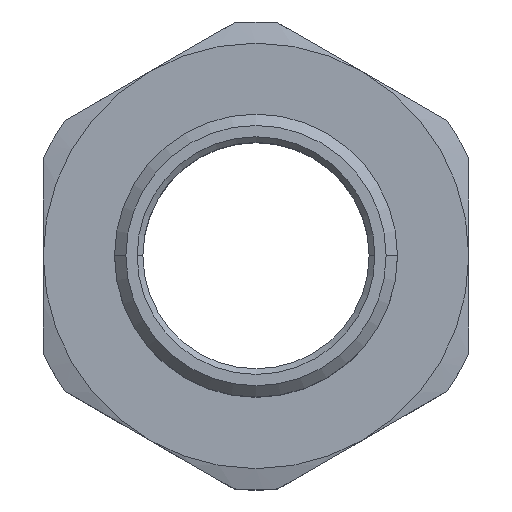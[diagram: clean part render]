
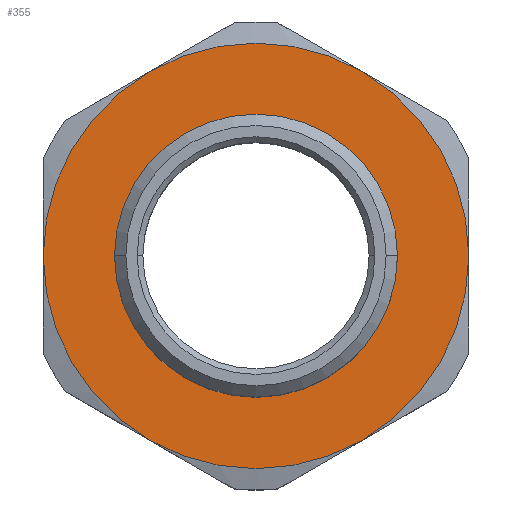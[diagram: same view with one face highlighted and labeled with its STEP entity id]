
A CAD part, top view. The second image highlights one B-rep face of the part: STEP entity #355.
In plain terms, the highlighted planar face has unit normal (0, 0, 1).
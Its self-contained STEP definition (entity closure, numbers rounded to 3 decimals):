
#81 = EDGE_CURVE ( 'NONE', #165, #905, #1498, .T. ) ;
#98 = DIRECTION ( 'NONE',  ( 0., 0., -1. ) ) ;
#138 = CARTESIAN_POINT ( 'NONE',  ( 0., 0., 19.7 ) ) ;
#165 = VERTEX_POINT ( 'NONE', #1052 ) ;
#202 = CIRCLE ( 'NONE', #1177, 18.8 ) ;
#215 = ORIENTED_EDGE ( 'NONE', *, *, #81, .F. ) ;
#248 = EDGE_LOOP ( 'NONE', ( #735, #421 ) ) ;
#249 = DIRECTION ( 'NONE',  ( -1., 0., 0. ) ) ;
#254 = DIRECTION ( 'NONE',  ( -1., 0., 0. ) ) ;
#304 = CARTESIAN_POINT ( 'NONE',  ( 0., 0., 19.7 ) ) ;
#321 = EDGE_CURVE ( 'NONE', #513, #700, #383, .T. ) ;
#330 = CIRCLE ( 'NONE', #508, 12.5 ) ;
#341 = FACE_BOUND ( 'NONE', #248, .T. ) ;
#355 = ADVANCED_FACE ( 'NONE', ( #341, #1213 ), #794, .F. ) ;
#358 = CIRCLE ( 'NONE', #560, 18.8 ) ;
#373 = DIRECTION ( 'NONE',  ( 0., 0., -1. ) ) ;
#376 = ORIENTED_EDGE ( 'NONE', *, *, #867, .T. ) ;
#382 = CARTESIAN_POINT ( 'NONE',  ( 9.4, -16.281, 19.7 ) ) ;
#383 = CIRCLE ( 'NONE', #1336, 12.5 ) ;
#394 = EDGE_CURVE ( 'NONE', #1469, #625, #758, .T. ) ;
#396 = CARTESIAN_POINT ( 'NONE',  ( 18.8, 0., 19.7 ) ) ;
#421 = ORIENTED_EDGE ( 'NONE', *, *, #1131, .T. ) ;
#422 = DIRECTION ( 'NONE',  ( 0., 0., -1. ) ) ;
#430 = DIRECTION ( 'NONE',  ( -1., 0., 0. ) ) ;
#442 = AXIS2_PLACEMENT_3D ( 'NONE', #1385, #1269, #920 ) ;
#459 = CARTESIAN_POINT ( 'NONE',  ( 0., 0., 19.7 ) ) ;
#465 = AXIS2_PLACEMENT_3D ( 'NONE', #552, #1376, #667 ) ;
#508 = AXIS2_PLACEMENT_3D ( 'NONE', #804, #98, #929 ) ;
#513 = VERTEX_POINT ( 'NONE', #955 ) ;
#515 = DIRECTION ( 'NONE',  ( 0., 0., 1. ) ) ;
#552 = CARTESIAN_POINT ( 'NONE',  ( 0., 0., 19.7 ) ) ;
#557 = EDGE_CURVE ( 'NONE', #165, #801, #613, .T. ) ;
#560 = AXIS2_PLACEMENT_3D ( 'NONE', #1222, #515, #1337 ) ;
#575 = DIRECTION ( 'NONE',  ( -1., 0., 0. ) ) ;
#599 = AXIS2_PLACEMENT_3D ( 'NONE', #459, #1281, #575 ) ;
#607 = ORIENTED_EDGE ( 'NONE', *, *, #989, .T. ) ;
#613 = CIRCLE ( 'NONE', #1229, 18.8 ) ;
#625 = VERTEX_POINT ( 'NONE', #853 ) ;
#632 = CARTESIAN_POINT ( 'NONE',  ( 0., -12.5, 19.7 ) ) ;
#667 = DIRECTION ( 'NONE',  ( -1., 0., 0. ) ) ;
#700 = VERTEX_POINT ( 'NONE', #632 ) ;
#735 = ORIENTED_EDGE ( 'NONE', *, *, #321, .T. ) ;
#758 = CIRCLE ( 'NONE', #599, 18.8 ) ;
#791 = CARTESIAN_POINT ( 'NONE',  ( -9.4, 16.281, 19.7 ) ) ;
#794 = PLANE ( 'NONE',  #442 ) ;
#801 = VERTEX_POINT ( 'NONE', #1021 ) ;
#804 = CARTESIAN_POINT ( 'NONE',  ( 0., 0., 19.7 ) ) ;
#849 = ORIENTED_EDGE ( 'NONE', *, *, #394, .T. ) ;
#853 = CARTESIAN_POINT ( 'NONE',  ( 9.4, 16.281, 19.7 ) ) ;
#863 = CIRCLE ( 'NONE', #465, 18.8 ) ;
#867 = EDGE_CURVE ( 'NONE', #625, #905, #863, .T. ) ;
#891 = CARTESIAN_POINT ( 'NONE',  ( 0., 0., 19.7 ) ) ;
#905 = VERTEX_POINT ( 'NONE', #791 ) ;
#920 = DIRECTION ( 'NONE',  ( -1., 0., 0. ) ) ;
#929 = DIRECTION ( 'NONE',  ( 0., 1., 0. ) ) ;
#955 = CARTESIAN_POINT ( 'NONE',  ( 0., 12.5, 19.7 ) ) ;
#956 = CARTESIAN_POINT ( 'NONE',  ( 0., 0., 19.7 ) ) ;
#972 = DIRECTION ( 'NONE',  ( 0., 0., 1. ) ) ;
#986 = ORIENTED_EDGE ( 'NONE', *, *, #557, .T. ) ;
#989 = EDGE_CURVE ( 'NONE', #801, #1379, #202, .T. ) ;
#1021 = CARTESIAN_POINT ( 'NONE',  ( -9.4, -16.281, 19.7 ) ) ;
#1039 = ORIENTED_EDGE ( 'NONE', *, *, #1442, .T. ) ;
#1052 = CARTESIAN_POINT ( 'NONE',  ( -18.8, 0., 19.7 ) ) ;
#1131 = EDGE_CURVE ( 'NONE', #700, #513, #330, .T. ) ;
#1134 = DIRECTION ( 'NONE',  ( 0., 0., 1. ) ) ;
#1159 = EDGE_LOOP ( 'NONE', ( #215, #986, #607, #1039, #849, #376 ) ) ;
#1177 = AXIS2_PLACEMENT_3D ( 'NONE', #304, #1134, #430 ) ;
#1213 = FACE_OUTER_BOUND ( 'NONE', #1159, .T. ) ;
#1222 = CARTESIAN_POINT ( 'NONE',  ( 0., 0., 19.7 ) ) ;
#1229 = AXIS2_PLACEMENT_3D ( 'NONE', #138, #972, #249 ) ;
#1269 = DIRECTION ( 'NONE',  ( 0., 0., -1. ) ) ;
#1281 = DIRECTION ( 'NONE',  ( 0., 0., 1. ) ) ;
#1336 = AXIS2_PLACEMENT_3D ( 'NONE', #891, #422, #1353 ) ;
#1337 = DIRECTION ( 'NONE',  ( -1., 0., 0. ) ) ;
#1353 = DIRECTION ( 'NONE',  ( 0., 1., 0. ) ) ;
#1376 = DIRECTION ( 'NONE',  ( 0., 0., 1. ) ) ;
#1379 = VERTEX_POINT ( 'NONE', #382 ) ;
#1385 = CARTESIAN_POINT ( 'NONE',  ( 0., 12.5, 19.7 ) ) ;
#1442 = EDGE_CURVE ( 'NONE', #1379, #1469, #358, .T. ) ;
#1469 = VERTEX_POINT ( 'NONE', #396 ) ;
#1498 = CIRCLE ( 'NONE', #1514, 18.8 ) ;
#1514 = AXIS2_PLACEMENT_3D ( 'NONE', #956, #373, #254 ) ;
